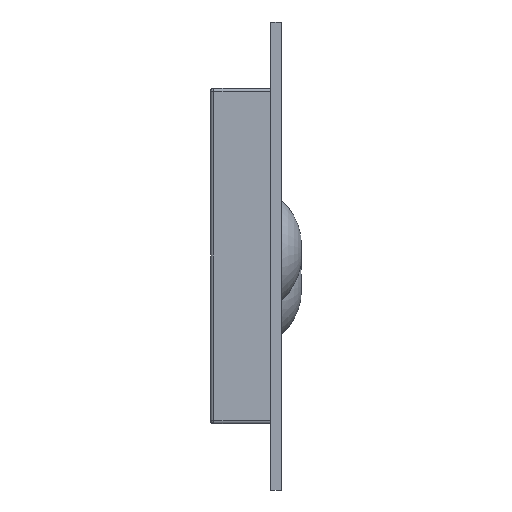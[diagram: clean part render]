
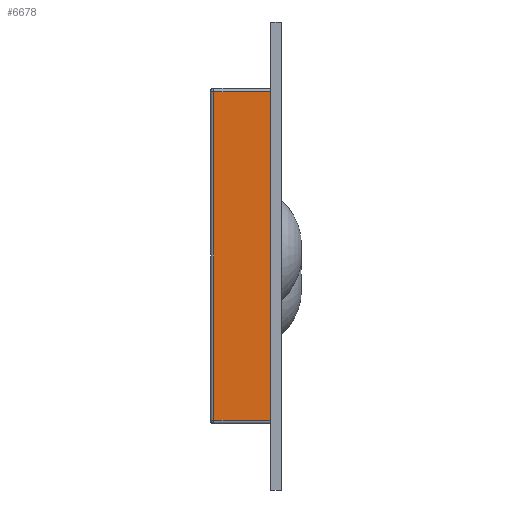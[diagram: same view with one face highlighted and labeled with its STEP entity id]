
A CAD part, left-side view. The second image highlights one B-rep face of the part: STEP entity #6678.
In plain terms, the highlighted planar face has unit normal (-1, 0, 0).
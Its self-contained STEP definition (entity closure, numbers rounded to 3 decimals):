
#1309 = CARTESIAN_POINT ( 'NONE',  ( 6.5, 1.6, 0. ) ) ;
#1319 = VERTEX_POINT ( 'NONE', #9800 ) ;
#2710 = LINE ( 'NONE', #1309, #8858 ) ;
#2712 = FACE_OUTER_BOUND ( 'NONE', #4728, .T. ) ;
#2721 = VECTOR ( 'NONE', #7552, 1000. ) ;
#2751 = VECTOR ( 'NONE', #2903, 1000. ) ;
#2903 = DIRECTION ( 'NONE',  ( 0., 0., -1. ) ) ;
#3076 = EDGE_CURVE ( 'NONE', #11032, #12202, #5229, .T. ) ;
#4271 = CARTESIAN_POINT ( 'NONE',  ( 6.5, 10.1, -60.1 ) ) ;
#4288 = ORIENTED_EDGE ( 'NONE', *, *, #13015, .T. ) ;
#4408 = CARTESIAN_POINT ( 'NONE',  ( 6.5, 10.1, -10.4 ) ) ;
#4728 = EDGE_LOOP ( 'NONE', ( #11280, #12336, #4288, #8441 ) ) ;
#4746 = DIRECTION ( 'NONE',  ( 0., -1., 0. ) ) ;
#5229 = LINE ( 'NONE', #8843, #2721 ) ;
#5584 = LINE ( 'NONE', #4271, #2751 ) ;
#5841 = AXIS2_PLACEMENT_3D ( 'NONE', #9135, #7835, #6528 ) ;
#6051 = CARTESIAN_POINT ( 'NONE',  ( 6.5, 10.6, -59.6 ) ) ;
#6528 = DIRECTION ( 'NONE',  ( 0., 0., -1. ) ) ;
#6678 = ADVANCED_FACE ( 'NONE', ( #2712 ), #10464, .F. ) ;
#7136 = EDGE_CURVE ( 'NONE', #1319, #12030, #7367, .T. ) ;
#7367 = LINE ( 'NONE', #6051, #9820 ) ;
#7552 = DIRECTION ( 'NONE',  ( 0., 1., 0. ) ) ;
#7835 = DIRECTION ( 'NONE',  ( 1., 0., 0. ) ) ;
#8441 = ORIENTED_EDGE ( 'NONE', *, *, #3076, .T. ) ;
#8843 = CARTESIAN_POINT ( 'NONE',  ( 6.5, 10.6, -10.4 ) ) ;
#8858 = VECTOR ( 'NONE', #12955, 1000. ) ;
#9135 = CARTESIAN_POINT ( 'NONE',  ( 6.5, 10.6, 0. ) ) ;
#9446 = CARTESIAN_POINT ( 'NONE',  ( 6.5, 1.6, -10.4 ) ) ;
#9648 = EDGE_CURVE ( 'NONE', #12202, #1319, #5584, .T. ) ;
#9800 = CARTESIAN_POINT ( 'NONE',  ( 6.5, 10.1, -59.6 ) ) ;
#9820 = VECTOR ( 'NONE', #4746, 1000. ) ;
#10464 = PLANE ( 'NONE',  #5841 ) ;
#11032 = VERTEX_POINT ( 'NONE', #9446 ) ;
#11057 = CARTESIAN_POINT ( 'NONE',  ( 6.5, 1.6, -59.6 ) ) ;
#11280 = ORIENTED_EDGE ( 'NONE', *, *, #9648, .T. ) ;
#12030 = VERTEX_POINT ( 'NONE', #11057 ) ;
#12202 = VERTEX_POINT ( 'NONE', #4408 ) ;
#12336 = ORIENTED_EDGE ( 'NONE', *, *, #7136, .T. ) ;
#12955 = DIRECTION ( 'NONE',  ( 0., 0., 1. ) ) ;
#13015 = EDGE_CURVE ( 'NONE', #12030, #11032, #2710, .T. ) ;
